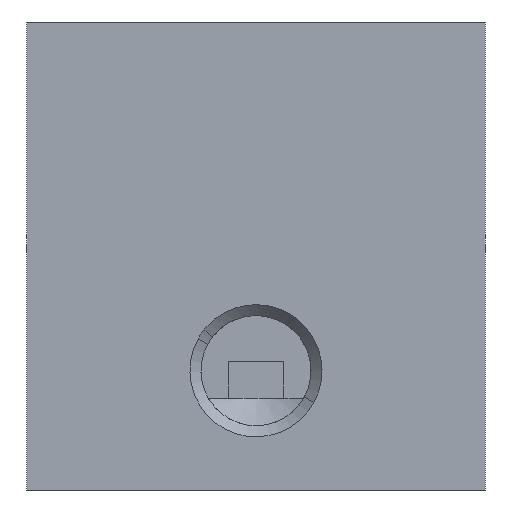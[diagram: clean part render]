
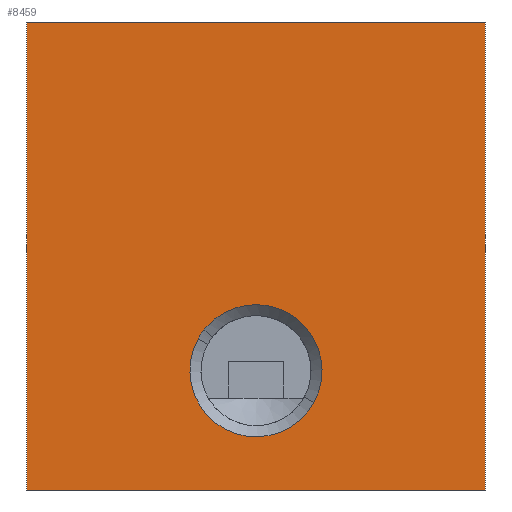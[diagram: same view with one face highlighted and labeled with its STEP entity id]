
A CAD part, left-side view. The second image highlights one B-rep face of the part: STEP entity #8459.
In plain terms, the highlighted planar face has unit normal (-1, 0, 0).
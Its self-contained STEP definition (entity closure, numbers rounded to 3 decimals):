
#7828=CARTESIAN_POINT('Vertex',(-2.1,13.159,8.226)) ;
#7831=CARTESIAN_POINT('Axis2P3D Location',(-2.1,10.,6.5)) ;
#7835=CARTESIAN_POINT('Vertex',(-2.1,6.841,4.774)) ;
#8373=CARTESIAN_POINT('Axis2P3D Location',(-2.1,10.,6.5)) ;
#8377=CARTESIAN_POINT('Vertex',(-2.1,12.84,8.712)) ;
#8392=CARTESIAN_POINT('Axis2P3D Location',(-2.1,0.,0.)) ;
#8397=CARTESIAN_POINT('Line Origine',(-2.1,-2.5,12.75)) ;
#8401=CARTESIAN_POINT('Vertex',(-2.1,-2.5,0.)) ;
#8403=CARTESIAN_POINT('Vertex',(-2.1,-2.5,25.5)) ;
#8406=CARTESIAN_POINT('Line Origine',(-2.1,10.,25.5)) ;
#8410=CARTESIAN_POINT('Vertex',(-2.1,22.5,25.5)) ;
#8413=CARTESIAN_POINT('Line Origine',(-2.1,22.5,12.75)) ;
#8417=CARTESIAN_POINT('Vertex',(-2.1,22.5,0.)) ;
#8420=CARTESIAN_POINT('Line Origine',(-2.1,10.,0.)) ;
#8432=CARTESIAN_POINT('Control Point',(-2.1,6.841,4.774)) ;
#8433=CARTESIAN_POINT('Control Point',(-2.1,6.662,5.1)) ;
#8434=CARTESIAN_POINT('Control Point',(-2.1,6.526,5.45)) ;
#8435=CARTESIAN_POINT('Control Point',(-2.1,6.436,5.815)) ;
#8436=CARTESIAN_POINT('Control Point',(-2.1,6.352,6.56)) ;
#8437=CARTESIAN_POINT('Control Point',(-2.1,6.461,7.302)) ;
#8438=CARTESIAN_POINT('Control Point',(-2.1,6.563,7.664)) ;
#8439=CARTESIAN_POINT('Control Point',(-2.1,6.858,8.353)) ;
#8440=CARTESIAN_POINT('Control Point',(-2.1,7.318,8.945)) ;
#8441=CARTESIAN_POINT('Control Point',(-2.1,7.585,9.209)) ;
#8442=CARTESIAN_POINT('Control Point',(-2.1,8.182,9.663)) ;
#8443=CARTESIAN_POINT('Control Point',(-2.1,8.875,9.95)) ;
#8444=CARTESIAN_POINT('Control Point',(-2.1,9.238,10.048)) ;
#8445=CARTESIAN_POINT('Control Point',(-2.1,9.981,10.148)) ;
#8446=CARTESIAN_POINT('Control Point',(-2.1,10.725,10.056)) ;
#8447=CARTESIAN_POINT('Control Point',(-2.1,11.089,9.962)) ;
#8448=CARTESIAN_POINT('Control Point',(-2.1,11.705,9.714)) ;
#8449=CARTESIAN_POINT('Control Point',(-2.1,12.247,9.335)) ;
#8450=CARTESIAN_POINT('Control Point',(-2.1,12.466,9.146)) ;
#8451=CARTESIAN_POINT('Control Point',(-2.1,12.664,8.938)) ;
#8452=CARTESIAN_POINT('Control Point',(-2.1,12.84,8.712)) ;
#7832=DIRECTION('Axis2P3D Direction',(-1.,0.,0.)) ;
#8374=DIRECTION('Axis2P3D Direction',(-1.,0.,0.)) ;
#8393=DIRECTION('Axis2P3D Direction',(-1.,0.,0.)) ;
#8394=DIRECTION('Axis2P3D XDirection',(0.,-1.,0.)) ;
#8398=DIRECTION('Vector Direction',(0.,0.,-1.)) ;
#8407=DIRECTION('Vector Direction',(0.,1.,0.)) ;
#8414=DIRECTION('Vector Direction',(0.,0.,1.)) ;
#8421=DIRECTION('Vector Direction',(0.,-1.,0.)) ;
#7833=AXIS2_PLACEMENT_3D('Circle Axis2P3D',#7831,#7832,$) ;
#8375=AXIS2_PLACEMENT_3D('Circle Axis2P3D',#8373,#8374,$) ;
#8395=AXIS2_PLACEMENT_3D('Plane Axis2P3D',#8392,#8393,#8394) ;
#8426=ORIENTED_EDGE('',*,*,#8405,.T.) ;
#8427=ORIENTED_EDGE('',*,*,#8412,.T.) ;
#8428=ORIENTED_EDGE('',*,*,#8419,.T.) ;
#8429=ORIENTED_EDGE('',*,*,#8424,.T.) ;
#8455=ORIENTED_EDGE('',*,*,#7837,.F.) ;
#8456=ORIENTED_EDGE('',*,*,#8379,.F.) ;
#8457=ORIENTED_EDGE('',*,*,#8453,.F.) ;
#8458=FACE_BOUND('',#8454,.T.) ;
#8399=VECTOR('Line Direction',#8398,1.) ;
#8408=VECTOR('Line Direction',#8407,1.) ;
#8415=VECTOR('Line Direction',#8414,1.) ;
#8422=VECTOR('Line Direction',#8421,1.) ;
#8459=ADVANCED_FACE('Hauptk\X2\00F6\X0\rper',(#8430,#8458),#8396,.T.) ;
#8431=B_SPLINE_CURVE_WITH_KNOTS('',5,(#8432,#8433,#8434,#8435,#8436,#8437,#8438,#8439,#8440,#8441,#8442,#8443,#8444,#8445,#8446,#8447,#8448,#8449,#8450,#8451,#8452),.UNSPECIFIED.,.F.,.U.,(6,3,3,3,3,3,6),(0.,2.629,5.258,7.887,10.516,13.145,15.171),.UNSPECIFIED.) ;
#7834=CIRCLE('generated circle',#7833,3.6) ;
#8376=CIRCLE('generated circle',#8375,3.6) ;
#7837=EDGE_CURVE('',#7829,#7836,#7834,.T.) ;
#8379=EDGE_CURVE('',#8378,#7829,#8376,.T.) ;
#8405=EDGE_CURVE('',#8402,#8404,#8400,.F.) ;
#8412=EDGE_CURVE('',#8404,#8411,#8409,.T.) ;
#8419=EDGE_CURVE('',#8411,#8418,#8416,.F.) ;
#8424=EDGE_CURVE('',#8418,#8402,#8423,.T.) ;
#8453=EDGE_CURVE('',#7836,#8378,#8431,.T.) ;
#8425=EDGE_LOOP('',(#8426,#8427,#8428,#8429)) ;
#8454=EDGE_LOOP('',(#8455,#8456,#8457)) ;
#8430=FACE_OUTER_BOUND('',#8425,.T.) ;
#8400=LINE('Line',#8397,#8399) ;
#8409=LINE('Line',#8406,#8408) ;
#8416=LINE('Line',#8413,#8415) ;
#8423=LINE('Line',#8420,#8422) ;
#8396=PLANE('Plane',#8395) ;
#7829=VERTEX_POINT('',#7828) ;
#7836=VERTEX_POINT('',#7835) ;
#8378=VERTEX_POINT('',#8377) ;
#8402=VERTEX_POINT('',#8401) ;
#8404=VERTEX_POINT('',#8403) ;
#8411=VERTEX_POINT('',#8410) ;
#8418=VERTEX_POINT('',#8417) ;
